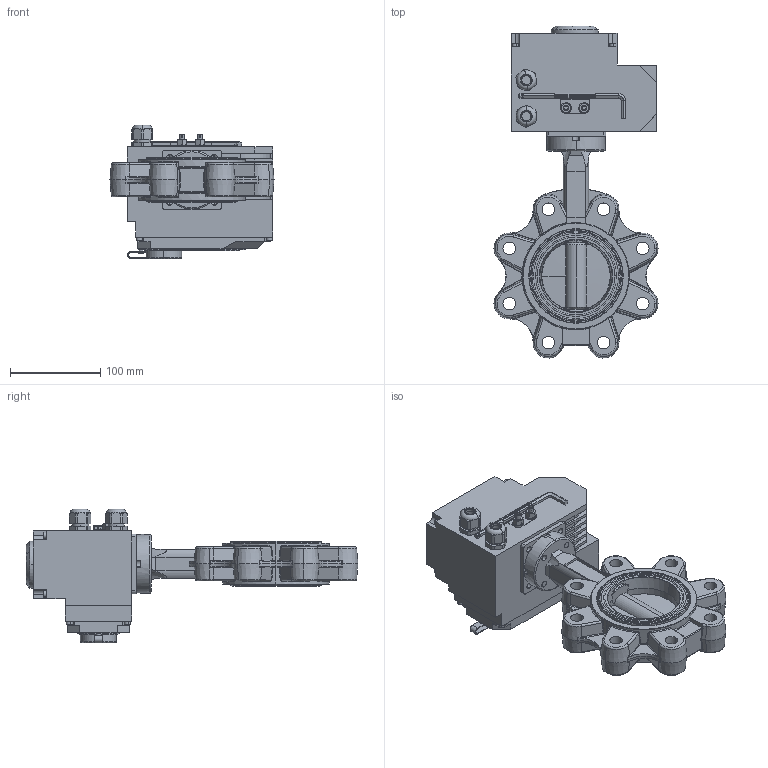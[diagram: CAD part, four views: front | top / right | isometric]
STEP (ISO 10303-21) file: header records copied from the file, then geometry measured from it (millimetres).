
FILE_DESCRIPTION (( 'STEP AP203' ), '1' );
FILE_NAME ('L9.000080E16C.STEP', '2023-03-08T08:03:02', ( '' ), ( '' ), 'SwSTEP 2.0', 'SolidWorks 2017', '' );
FILE_SCHEMA (( 'CONFIG_CONTROL_DESIGN' ));
Length unit declared in the file: millimetre
Products named in the file (1): L9.000080E16C
Bounding box: 181.82 x 367.85 x 148 mm (x, y, z)
Volume: 2415860 mm3; surface area: 225959.3 mm2
Topology: 1 solids, 6 shells, 1156 faces, 2936 edges, 1809 vertices
Faces by surface type: plane 496, cylinder 272, cone 188, torus 126, bspline 50, sphere 24
Entity records: 37316 total; most frequent: CARTESIAN_POINT 9716, DIRECTION 5829, ORIENTED_EDGE 5800, EDGE_CURVE 2900, AXIS2_PLACEMENT_3D 2212, VERTEX_POINT 1809, LINE 1405, VECTOR 1405
